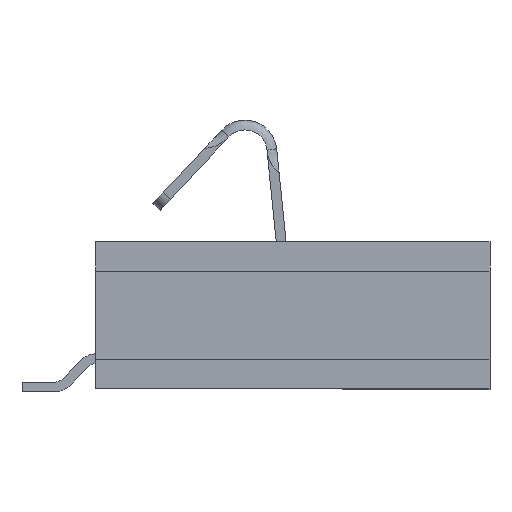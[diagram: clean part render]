
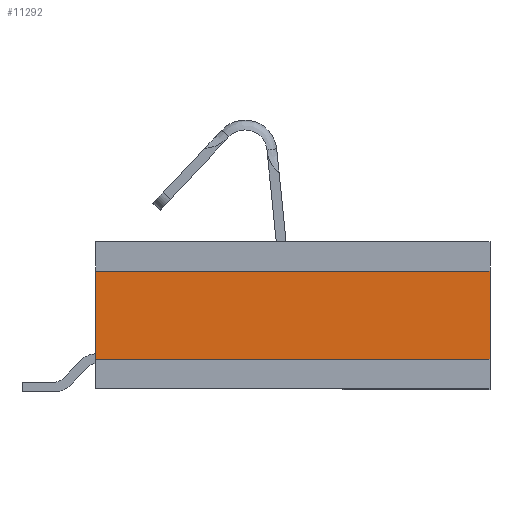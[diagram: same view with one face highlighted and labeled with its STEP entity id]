
A CAD part, front view. The second image highlights one B-rep face of the part: STEP entity #11292.
In plain terms, the highlighted planar face has unit normal (0, -1, 0).
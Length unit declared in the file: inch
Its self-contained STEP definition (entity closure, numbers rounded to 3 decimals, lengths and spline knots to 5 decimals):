
#656 = PLANE('',#657);
#657 = AXIS2_PLACEMENT_3D('',#658,#659,#660);
#658 = CARTESIAN_POINT('',(-0.15846,0.,
    0.06161));
#659 = DIRECTION('',(-1.,0.,0.));
#660 = DIRECTION('',(0.,-1.,0.));
#710 = PLANE('',#711);
#711 = AXIS2_PLACEMENT_3D('',#712,#713,#714);
#712 = CARTESIAN_POINT('',(0.15846,0.,
    0.06161));
#713 = DIRECTION('',(-1.,0.,0.));
#714 = DIRECTION('',(0.,-1.,0.));
#3771 = VERTEX_POINT('',#3772);
#3772 = CARTESIAN_POINT('',(-0.15846,-0.24213,
    0.02618));
#3786 = PLANE('',#3787);
#3787 = AXIS2_PLACEMENT_3D('',#3788,#3789,#3790);
#3788 = CARTESIAN_POINT('',(0.,-0.24409,
    0.02618));
#3789 = DIRECTION('',(0.,0.,1.));
#3790 = DIRECTION('',(-1.,0.,0.));
#3798 = EDGE_CURVE('',#3771,#3799,#3801,.T.);
#3799 = VERTEX_POINT('',#3800);
#3800 = CARTESIAN_POINT('',(-0.15846,-0.24213,
    0.09705));
#3801 = SURFACE_CURVE('',#3802,(#3806,#3813),.PCURVE_S1.);
#3802 = LINE('',#3803,#3804);
#3803 = CARTESIAN_POINT('',(-0.15846,-0.24213,
    0.06161));
#3804 = VECTOR('',#3805,0.03937);
#3805 = DIRECTION('',(0.,0.,1.));
#3806 = PCURVE('',#656,#3807);
#3807 = DEFINITIONAL_REPRESENTATION('',(#3808),#3812);
#3808 = LINE('',#3809,#3810);
#3809 = CARTESIAN_POINT('',(0.242,0.));
#3810 = VECTOR('',#3811,1.);
#3811 = DIRECTION('',(0.,1.));
#3812 = ( GEOMETRIC_REPRESENTATION_CONTEXT(2) 
PARAMETRIC_REPRESENTATION_CONTEXT() REPRESENTATION_CONTEXT('2D SPACE',''
  ) );
#3813 = PCURVE('',#3814,#3819);
#3814 = PLANE('',#3815);
#3815 = AXIS2_PLACEMENT_3D('',#3816,#3817,#3818);
#3816 = CARTESIAN_POINT('',(0.,-0.24213,
    0.06161));
#3817 = DIRECTION('',(0.,-1.,0.));
#3818 = DIRECTION('',(1.,0.,0.));
#3819 = DEFINITIONAL_REPRESENTATION('',(#3820),#3824);
#3820 = LINE('',#3821,#3822);
#3821 = CARTESIAN_POINT('',(-0.158,0.));
#3822 = VECTOR('',#3823,1.);
#3823 = DIRECTION('',(0.,1.));
#3824 = ( GEOMETRIC_REPRESENTATION_CONTEXT(2) 
PARAMETRIC_REPRESENTATION_CONTEXT() REPRESENTATION_CONTEXT('2D SPACE',''
  ) );
#3840 = PLANE('',#3841);
#3841 = AXIS2_PLACEMENT_3D('',#3842,#3843,#3844);
#3842 = CARTESIAN_POINT('',(0.,-0.24409,
    0.09705));
#3843 = DIRECTION('',(0.,0.,1.));
#3844 = DIRECTION('',(-1.,0.,0.));
#3999 = VERTEX_POINT('',#4000);
#4000 = CARTESIAN_POINT('',(0.15846,-0.24213,
    0.09705));
#4021 = EDGE_CURVE('',#4022,#3999,#4024,.T.);
#4022 = VERTEX_POINT('',#4023);
#4023 = CARTESIAN_POINT('',(0.15846,-0.24213,
    0.02618));
#4024 = SURFACE_CURVE('',#4025,(#4029,#4036),.PCURVE_S1.);
#4025 = LINE('',#4026,#4027);
#4026 = CARTESIAN_POINT('',(0.15846,-0.24213,
    0.06161));
#4027 = VECTOR('',#4028,0.03937);
#4028 = DIRECTION('',(0.,0.,1.));
#4029 = PCURVE('',#710,#4030);
#4030 = DEFINITIONAL_REPRESENTATION('',(#4031),#4035);
#4031 = LINE('',#4032,#4033);
#4032 = CARTESIAN_POINT('',(0.242,0.));
#4033 = VECTOR('',#4034,1.);
#4034 = DIRECTION('',(0.,1.));
#4035 = ( GEOMETRIC_REPRESENTATION_CONTEXT(2) 
PARAMETRIC_REPRESENTATION_CONTEXT() REPRESENTATION_CONTEXT('2D SPACE',''
  ) );
#4036 = PCURVE('',#3814,#4037);
#4037 = DEFINITIONAL_REPRESENTATION('',(#4038),#4042);
#4038 = LINE('',#4039,#4040);
#4039 = CARTESIAN_POINT('',(0.158,0.));
#4040 = VECTOR('',#4041,1.);
#4041 = DIRECTION('',(0.,1.));
#4042 = ( GEOMETRIC_REPRESENTATION_CONTEXT(2) 
PARAMETRIC_REPRESENTATION_CONTEXT() REPRESENTATION_CONTEXT('2D SPACE',''
  ) );
#11292 = ADVANCED_FACE('',(#11293),#3814,.T.);
#11293 = FACE_BOUND('',#11294,.T.);
#11294 = EDGE_LOOP('',(#11295,#11316,#11317,#11338));
#11295 = ORIENTED_EDGE('',*,*,#11296,.T.);
#11296 = EDGE_CURVE('',#3999,#3799,#11297,.T.);
#11297 = SURFACE_CURVE('',#11298,(#11302,#11309),.PCURVE_S1.);
#11298 = LINE('',#11299,#11300);
#11299 = CARTESIAN_POINT('',(0.,-0.24213,
    0.09705));
#11300 = VECTOR('',#11301,0.03937);
#11301 = DIRECTION('',(-1.,0.,0.));
#11302 = PCURVE('',#3814,#11303);
#11303 = DEFINITIONAL_REPRESENTATION('',(#11304),#11308);
#11304 = LINE('',#11305,#11306);
#11305 = CARTESIAN_POINT('',(0.,0.035));
#11306 = VECTOR('',#11307,1.);
#11307 = DIRECTION('',(-1.,0.));
#11308 = ( GEOMETRIC_REPRESENTATION_CONTEXT(2) 
PARAMETRIC_REPRESENTATION_CONTEXT() REPRESENTATION_CONTEXT('2D SPACE',''
  ) );
#11309 = PCURVE('',#3840,#11310);
#11310 = DEFINITIONAL_REPRESENTATION('',(#11311),#11315);
#11311 = LINE('',#11312,#11313);
#11312 = CARTESIAN_POINT('',(0.,-0.002));
#11313 = VECTOR('',#11314,1.);
#11314 = DIRECTION('',(1.,0.));
#11315 = ( GEOMETRIC_REPRESENTATION_CONTEXT(2) 
PARAMETRIC_REPRESENTATION_CONTEXT() REPRESENTATION_CONTEXT('2D SPACE',''
  ) );
#11316 = ORIENTED_EDGE('',*,*,#3798,.F.);
#11317 = ORIENTED_EDGE('',*,*,#11318,.T.);
#11318 = EDGE_CURVE('',#3771,#4022,#11319,.T.);
#11319 = SURFACE_CURVE('',#11320,(#11324,#11331),.PCURVE_S1.);
#11320 = LINE('',#11321,#11322);
#11321 = CARTESIAN_POINT('',(0.,-0.24213,
    0.02618));
#11322 = VECTOR('',#11323,0.03937);
#11323 = DIRECTION('',(1.,0.,0.));
#11324 = PCURVE('',#3814,#11325);
#11325 = DEFINITIONAL_REPRESENTATION('',(#11326),#11330);
#11326 = LINE('',#11327,#11328);
#11327 = CARTESIAN_POINT('',(0.,-0.035));
#11328 = VECTOR('',#11329,1.);
#11329 = DIRECTION('',(1.,0.));
#11330 = ( GEOMETRIC_REPRESENTATION_CONTEXT(2) 
PARAMETRIC_REPRESENTATION_CONTEXT() REPRESENTATION_CONTEXT('2D SPACE',''
  ) );
#11331 = PCURVE('',#3786,#11332);
#11332 = DEFINITIONAL_REPRESENTATION('',(#11333),#11337);
#11333 = LINE('',#11334,#11335);
#11334 = CARTESIAN_POINT('',(0.,-0.002));
#11335 = VECTOR('',#11336,1.);
#11336 = DIRECTION('',(-1.,0.));
#11337 = ( GEOMETRIC_REPRESENTATION_CONTEXT(2) 
PARAMETRIC_REPRESENTATION_CONTEXT() REPRESENTATION_CONTEXT('2D SPACE',''
  ) );
#11338 = ORIENTED_EDGE('',*,*,#4021,.T.);
